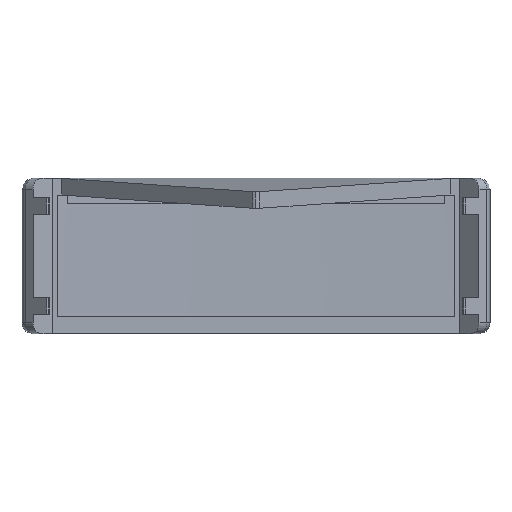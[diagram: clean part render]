
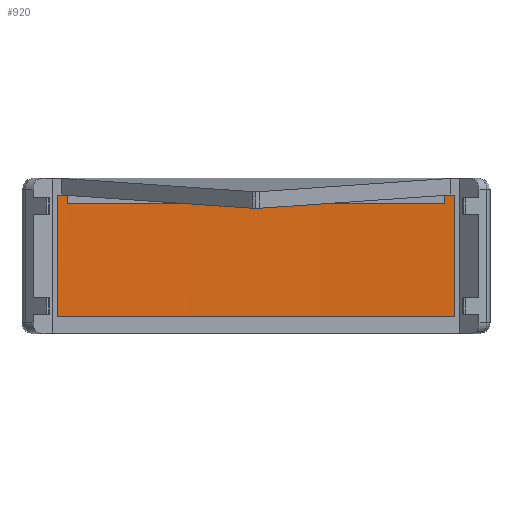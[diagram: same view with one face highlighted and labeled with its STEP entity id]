
A CAD part, front view. The second image highlights one B-rep face of the part: STEP entity #920.
In plain terms, the highlighted cylindrical face has radius 735.043 mm (diameter 1470.09 mm), a partial arc.
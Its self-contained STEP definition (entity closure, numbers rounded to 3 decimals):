
#7 = ORIENTED_EDGE ( 'NONE', *, *, #987, .F. ) ;
#62 = VERTEX_POINT ( 'NONE', #1637 ) ;
#78 = ORIENTED_EDGE ( 'NONE', *, *, #294, .F. ) ;
#111 = ORIENTED_EDGE ( 'NONE', *, *, #352, .F. ) ;
#121 = LINE ( 'NONE', #2189, #148 ) ;
#148 = VECTOR ( 'NONE', #2186, 1000. ) ;
#167 = DIRECTION ( 'NONE',  ( 0., 0., -1. ) ) ;
#173 = CARTESIAN_POINT ( 'NONE',  ( -34., 1.213, 14. ) ) ;
#198 = EDGE_CURVE ( 'NONE', #62, #327, #2027, .T. ) ;
#247 = CARTESIAN_POINT ( 'NONE',  ( 0., -733.043, -11. ) ) ;
#284 = CARTESIAN_POINT ( 'NONE',  ( -34., 1.213, 11. ) ) ;
#294 = EDGE_CURVE ( 'NONE', #327, #2163, #1581, .T. ) ;
#306 = ORIENTED_EDGE ( 'NONE', *, *, #2107, .T. ) ;
#327 = VERTEX_POINT ( 'NONE', #982 ) ;
#352 = EDGE_CURVE ( 'NONE', #2023, #705, #1589, .T. ) ;
#360 = EDGE_CURVE ( 'NONE', #2023, #830, #1591, .T. ) ;
#467 = AXIS2_PLACEMENT_3D ( 'NONE', #1326, #1324, #1320 ) ;
#507 = AXIS2_PLACEMENT_3D ( 'NONE', #911, #909, #905 ) ;
#583 = VECTOR ( 'NONE', #167, 1000. ) ;
#597 = LINE ( 'NONE', #173, #583 ) ;
#671 = DIRECTION ( 'NONE',  ( 0., 0., -1. ) ) ;
#674 = CARTESIAN_POINT ( 'NONE',  ( 0., -733.043, 14. ) ) ;
#678 = DIRECTION ( 'NONE',  ( -1., 0., 0. ) ) ;
#702 = CYLINDRICAL_SURFACE ( 'NONE', #728, 735.043 ) ;
#705 = VERTEX_POINT ( 'NONE', #284 ) ;
#724 = FACE_OUTER_BOUND ( 'NONE', #2174, .T. ) ;
#728 = AXIS2_PLACEMENT_3D ( 'NONE', #674, #671, #678 ) ;
#745 = DIRECTION ( 'NONE',  ( 0., 0., -1. ) ) ;
#746 = DIRECTION ( 'NONE',  ( 1., 0., 0. ) ) ;
#761 = CARTESIAN_POINT ( 'NONE',  ( 0., -733.043, 11. ) ) ;
#830 = VERTEX_POINT ( 'NONE', #1317 ) ;
#898 = DIRECTION ( 'NONE',  ( 0., 0., -1. ) ) ;
#905 = DIRECTION ( 'NONE',  ( 1., 0., 0. ) ) ;
#909 = DIRECTION ( 'NONE',  ( 0., 0., -1. ) ) ;
#911 = CARTESIAN_POINT ( 'NONE',  ( 0., -733.043, 11. ) ) ;
#920 = ADVANCED_FACE ( 'NONE', ( #724 ), #702, .F. ) ;
#925 = CARTESIAN_POINT ( 'NONE',  ( -35.75, 1.13, 11. ) ) ;
#982 = CARTESIAN_POINT ( 'NONE',  ( 34., 1.213, 9.5 ) ) ;
#987 = EDGE_CURVE ( 'NONE', #705, #62, #597, .T. ) ;
#1053 = CARTESIAN_POINT ( 'NONE',  ( 34., 1.213, 14. ) ) ;
#1083 = DIRECTION ( 'NONE',  ( 0., 0., 1. ) ) ;
#1162 = ORIENTED_EDGE ( 'NONE', *, *, #2130, .F. ) ;
#1268 = ORIENTED_EDGE ( 'NONE', *, *, #360, .T. ) ;
#1312 = CARTESIAN_POINT ( 'NONE',  ( 35.75, 1.13, 11. ) ) ;
#1317 = CARTESIAN_POINT ( 'NONE',  ( -35.75, 1.13, -11. ) ) ;
#1320 = DIRECTION ( 'NONE',  ( -1., 0., 0. ) ) ;
#1324 = DIRECTION ( 'NONE',  ( 0., 0., -1. ) ) ;
#1326 = CARTESIAN_POINT ( 'NONE',  ( 0., -733.043, 9.5 ) ) ;
#1338 = VECTOR ( 'NONE', #1083, 1000. ) ;
#1376 = EDGE_CURVE ( 'NONE', #1548, #2266, #121, .T. ) ;
#1468 = CARTESIAN_POINT ( 'NONE',  ( 34., 1.213, 11. ) ) ;
#1506 = DIRECTION ( 'NONE',  ( -1., 0., 0. ) ) ;
#1507 = DIRECTION ( 'NONE',  ( 0., 0., -1. ) ) ;
#1548 = VERTEX_POINT ( 'NONE', #1825 ) ;
#1581 = LINE ( 'NONE', #1053, #1338 ) ;
#1589 = CIRCLE ( 'NONE', #507, 735.043 ) ;
#1590 = CARTESIAN_POINT ( 'NONE',  ( -35.75, 1.13, 11. ) ) ;
#1591 = LINE ( 'NONE', #925, #1655 ) ;
#1637 = CARTESIAN_POINT ( 'NONE',  ( -34., 1.213, 9.5 ) ) ;
#1655 = VECTOR ( 'NONE', #898, 1000. ) ;
#1825 = CARTESIAN_POINT ( 'NONE',  ( 35.75, 1.13, -11. ) ) ;
#1874 = AXIS2_PLACEMENT_3D ( 'NONE', #761, #745, #746 ) ;
#1884 = AXIS2_PLACEMENT_3D ( 'NONE', #247, #1507, #1506 ) ;
#1962 = ORIENTED_EDGE ( 'NONE', *, *, #1376, .T. ) ;
#2023 = VERTEX_POINT ( 'NONE', #1590 ) ;
#2027 = CIRCLE ( 'NONE', #467, 735.043 ) ;
#2034 = ORIENTED_EDGE ( 'NONE', *, *, #198, .F. ) ;
#2107 = EDGE_CURVE ( 'NONE', #830, #1548, #2182, .T. ) ;
#2130 = EDGE_CURVE ( 'NONE', #2163, #2266, #2151, .T. ) ;
#2151 = CIRCLE ( 'NONE', #1874, 735.043 ) ;
#2163 = VERTEX_POINT ( 'NONE', #1468 ) ;
#2174 = EDGE_LOOP ( 'NONE', ( #2034, #7, #111, #1268, #306, #1962, #1162, #78 ) ) ;
#2182 = CIRCLE ( 'NONE', #1884, 735.043 ) ;
#2186 = DIRECTION ( 'NONE',  ( 0., 0., 1. ) ) ;
#2189 = CARTESIAN_POINT ( 'NONE',  ( 35.75, 1.13, 11. ) ) ;
#2266 = VERTEX_POINT ( 'NONE', #1312 ) ;
